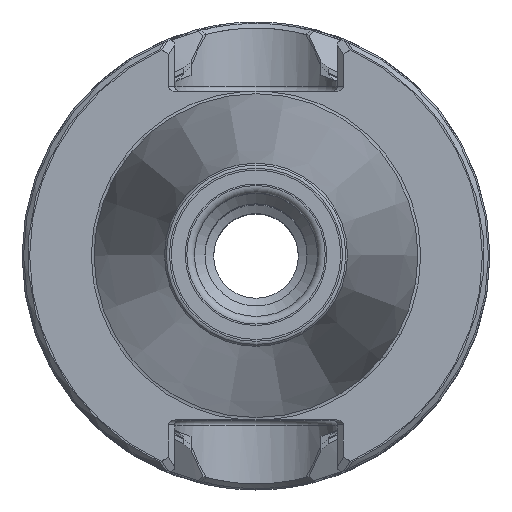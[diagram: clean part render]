
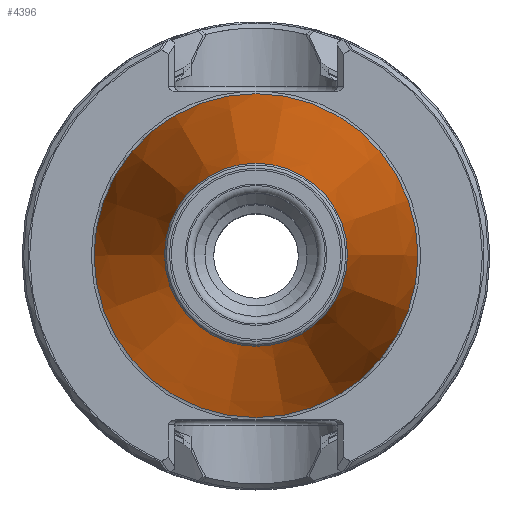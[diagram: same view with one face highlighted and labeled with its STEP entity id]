
A CAD part, top view. The second image highlights one B-rep face of the part: STEP entity #4396.
In plain terms, the highlighted conical face has half-angle 8.297 degrees and reference radius 9.058 mm.
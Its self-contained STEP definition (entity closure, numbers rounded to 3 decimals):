
#488=CONICAL_SURFACE('',#4717,9.058,0.145);
#1042=ORIENTED_EDGE('',*,*,#1649,.T.);
#1043=ORIENTED_EDGE('',*,*,#1648,.F.);
#1648=EDGE_CURVE('',#2009,#2009,#2228,.T.);
#1649=EDGE_CURVE('',#2010,#2010,#2229,.T.);
#2009=VERTEX_POINT('',#6538);
#2010=VERTEX_POINT('',#6541);
#2228=CIRCLE('',#4716,9.058);
#2229=CIRCLE('',#4718,16.025);
#2461=EDGE_LOOP('',(#1042));
#2462=EDGE_LOOP('',(#1043));
#2739=FACE_BOUND('',#2461,.T.);
#2740=FACE_BOUND('',#2462,.T.);
#4396=ADVANCED_FACE('',(#2739,#2740),#488,.T.);
#4716=AXIS2_PLACEMENT_3D('',#6537,#5380,#5381);
#4717=AXIS2_PLACEMENT_3D('',#6539,#5382,#5383);
#4718=AXIS2_PLACEMENT_3D('',#6540,#5384,#5385);
#5380=DIRECTION('',(0.,0.,1.));
#5381=DIRECTION('',(1.,0.,0.));
#5382=DIRECTION('',(0.,0.,-1.));
#5383=DIRECTION('',(-1.,0.,0.));
#5384=DIRECTION('',(0.,0.,1.));
#5385=DIRECTION('',(1.,0.,0.));
#6537=CARTESIAN_POINT('',(0.,0.,48.172));
#6538=CARTESIAN_POINT('',(9.058,0.,48.172));
#6539=CARTESIAN_POINT('',(0.,0.,48.172));
#6540=CARTESIAN_POINT('',(0.,0.,0.4));
#6541=CARTESIAN_POINT('',(16.025,0.,0.4));
